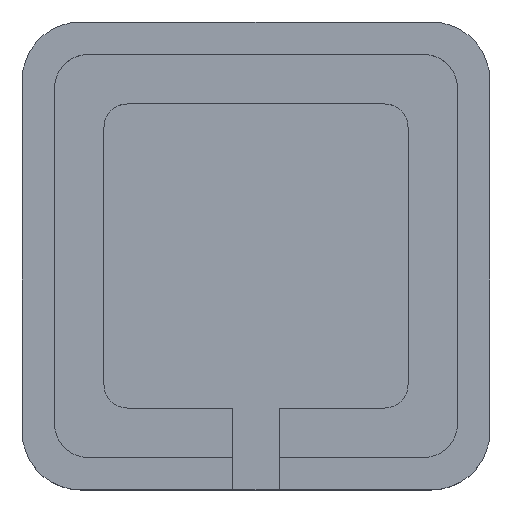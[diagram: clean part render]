
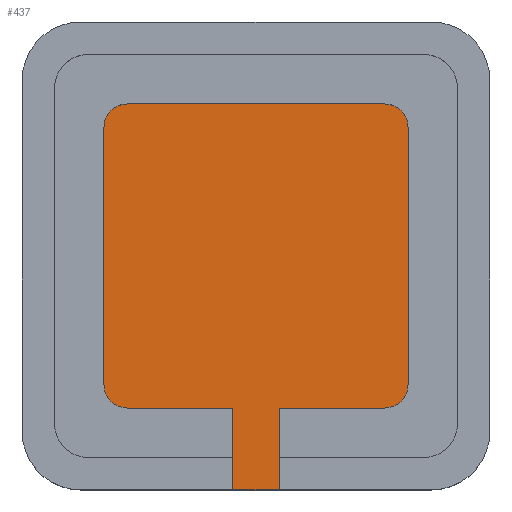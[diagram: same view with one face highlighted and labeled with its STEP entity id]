
A CAD part, top view. The second image highlights one B-rep face of the part: STEP entity #437.
In plain terms, the highlighted planar face has unit normal (0, 0, 1).
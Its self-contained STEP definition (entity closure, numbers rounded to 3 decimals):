
#12 = CARTESIAN_POINT ( 'NONE',  ( 13., 11., 1.6 ) ) ;
#29 = DIRECTION ( 'NONE',  ( 0., 0., -1. ) ) ;
#34 = CARTESIAN_POINT ( 'NONE',  ( 11., -11., 1.6 ) ) ;
#45 = CARTESIAN_POINT ( 'NONE',  ( -11., -11., 1.6 ) ) ;
#55 = VECTOR ( 'NONE', #589, 1000. ) ;
#61 = AXIS2_PLACEMENT_3D ( 'NONE', #960, #232, #476 ) ;
#65 = CARTESIAN_POINT ( 'NONE',  ( 11., -13., 1.6 ) ) ;
#111 = EDGE_LOOP ( 'NONE', ( #1084, #128, #812, #1049, #518, #173, #1045, #217, #602, #700, #699, #131 ) ) ;
#118 = VECTOR ( 'NONE', #732, 1000. ) ;
#119 = CARTESIAN_POINT ( 'NONE',  ( -11., -13., 1.6 ) ) ;
#120 = DIRECTION ( 'NONE',  ( 1., 0., 0. ) ) ;
#128 = ORIENTED_EDGE ( 'NONE', *, *, #271, .T. ) ;
#131 = ORIENTED_EDGE ( 'NONE', *, *, #1081, .T. ) ;
#151 = EDGE_CURVE ( 'NONE', #709, #243, #628, .T. ) ;
#154 = DIRECTION ( 'NONE',  ( -1., 0., 0. ) ) ;
#173 = ORIENTED_EDGE ( 'NONE', *, *, #951, .T. ) ;
#186 = EDGE_CURVE ( 'NONE', #261, #304, #907, .T. ) ;
#198 = DIRECTION ( 'NONE',  ( 0., 0., 1. ) ) ;
#200 = LINE ( 'NONE', #534, #538 ) ;
#217 = ORIENTED_EDGE ( 'NONE', *, *, #492, .T. ) ;
#232 = DIRECTION ( 'NONE',  ( 0., 0., 1. ) ) ;
#235 = DIRECTION ( 'NONE',  ( 0., 0., 1. ) ) ;
#243 = VERTEX_POINT ( 'NONE', #639 ) ;
#260 = VECTOR ( 'NONE', #982, 1000. ) ;
#261 = VERTEX_POINT ( 'NONE', #829 ) ;
#271 = EDGE_CURVE ( 'NONE', #995, #609, #414, .T. ) ;
#285 = FACE_OUTER_BOUND ( 'NONE', #111, .T. ) ;
#298 = DIRECTION ( 'NONE',  ( -1., 0., 0. ) ) ;
#304 = VERTEX_POINT ( 'NONE', #445 ) ;
#310 = CIRCLE ( 'NONE', #61, 2. ) ;
#330 = CARTESIAN_POINT ( 'NONE',  ( -13., -13., 1.6 ) ) ;
#337 = DIRECTION ( 'NONE',  ( 0., -1., 0. ) ) ;
#341 = VECTOR ( 'NONE', #350, 1000. ) ;
#343 = EDGE_CURVE ( 'NONE', #243, #1013, #1006, .T. ) ;
#350 = DIRECTION ( 'NONE',  ( -1., 0., 0. ) ) ;
#375 = EDGE_CURVE ( 'NONE', #709, #609, #595, .T. ) ;
#386 = VERTEX_POINT ( 'NONE', #12 ) ;
#413 = LINE ( 'NONE', #650, #260 ) ;
#414 = LINE ( 'NONE', #1077, #1051 ) ;
#419 = CARTESIAN_POINT ( 'NONE',  ( -13., 13., 1.6 ) ) ;
#423 = VERTEX_POINT ( 'NONE', #119 ) ;
#435 = VECTOR ( 'NONE', #964, 1000. ) ;
#437 = ADVANCED_FACE ( 'NONE', ( #285 ), #869, .F. ) ;
#445 = CARTESIAN_POINT ( 'NONE',  ( -11., 13., 1.6 ) ) ;
#446 = AXIS2_PLACEMENT_3D ( 'NONE', #611, #29, #1078 ) ;
#451 = CIRCLE ( 'NONE', #1002, 2. ) ;
#476 = DIRECTION ( 'NONE',  ( -1., 0., 0. ) ) ;
#477 = DIRECTION ( 'NONE',  ( -1., 0., 0. ) ) ;
#492 = EDGE_CURVE ( 'NONE', #386, #261, #634, .T. ) ;
#495 = VERTEX_POINT ( 'NONE', #747 ) ;
#501 = CIRCLE ( 'NONE', #637, 2. ) ;
#518 = ORIENTED_EDGE ( 'NONE', *, *, #343, .T. ) ;
#524 = DIRECTION ( 'NONE',  ( 0., 0., 1. ) ) ;
#530 = DIRECTION ( 'NONE',  ( -1., 0., 0. ) ) ;
#533 = AXIS2_PLACEMENT_3D ( 'NONE', #1069, #235, #154 ) ;
#534 = CARTESIAN_POINT ( 'NONE',  ( -13., -13., 1.6 ) ) ;
#538 = VECTOR ( 'NONE', #120, 1000. ) ;
#589 = DIRECTION ( 'NONE',  ( 1., 0., 0. ) ) ;
#595 = LINE ( 'NONE', #766, #341 ) ;
#602 = ORIENTED_EDGE ( 'NONE', *, *, #186, .T. ) ;
#609 = VERTEX_POINT ( 'NONE', #1022 ) ;
#611 = CARTESIAN_POINT ( 'NONE',  ( 0., 0., 1.6 ) ) ;
#628 = LINE ( 'NONE', #956, #435 ) ;
#634 = CIRCLE ( 'NONE', #533, 2. ) ;
#637 = AXIS2_PLACEMENT_3D ( 'NONE', #34, #198, #530 ) ;
#639 = CARTESIAN_POINT ( 'NONE',  ( 2., -13., 1.6 ) ) ;
#650 = CARTESIAN_POINT ( 'NONE',  ( 13., -13., 1.6 ) ) ;
#653 = CARTESIAN_POINT ( 'NONE',  ( -2., -13., 1.6 ) ) ;
#690 = CARTESIAN_POINT ( 'NONE',  ( 2., -20., 1.6 ) ) ;
#699 = ORIENTED_EDGE ( 'NONE', *, *, #886, .T. ) ;
#700 = ORIENTED_EDGE ( 'NONE', *, *, #803, .T. ) ;
#709 = VERTEX_POINT ( 'NONE', #690 ) ;
#732 = DIRECTION ( 'NONE',  ( 0., -1., 0. ) ) ;
#747 = CARTESIAN_POINT ( 'NONE',  ( -13., 11., 1.6 ) ) ;
#760 = VECTOR ( 'NONE', #477, 1000. ) ;
#764 = VERTEX_POINT ( 'NONE', #1039 ) ;
#766 = CARTESIAN_POINT ( 'NONE',  ( 20., -20., 1.6 ) ) ;
#785 = CARTESIAN_POINT ( 'NONE',  ( -13., -11., 1.6 ) ) ;
#803 = EDGE_CURVE ( 'NONE', #304, #495, #310, .T. ) ;
#812 = ORIENTED_EDGE ( 'NONE', *, *, #375, .F. ) ;
#829 = CARTESIAN_POINT ( 'NONE',  ( 11., 13., 1.6 ) ) ;
#842 = VERTEX_POINT ( 'NONE', #785 ) ;
#850 = EDGE_CURVE ( 'NONE', #423, #995, #200, .T. ) ;
#869 = PLANE ( 'NONE',  #446 ) ;
#886 = EDGE_CURVE ( 'NONE', #495, #842, #1072, .T. ) ;
#907 = LINE ( 'NONE', #419, #760 ) ;
#913 = EDGE_CURVE ( 'NONE', #764, #386, #413, .T. ) ;
#951 = EDGE_CURVE ( 'NONE', #1013, #764, #501, .T. ) ;
#956 = CARTESIAN_POINT ( 'NONE',  ( 2., -12.278, 1.6 ) ) ;
#960 = CARTESIAN_POINT ( 'NONE',  ( -11., 11., 1.6 ) ) ;
#964 = DIRECTION ( 'NONE',  ( 0., 1., 0. ) ) ;
#982 = DIRECTION ( 'NONE',  ( 0., 1., 0. ) ) ;
#995 = VERTEX_POINT ( 'NONE', #653 ) ;
#997 = CARTESIAN_POINT ( 'NONE',  ( -13., -13., 1.6 ) ) ;
#1002 = AXIS2_PLACEMENT_3D ( 'NONE', #45, #524, #298 ) ;
#1006 = LINE ( 'NONE', #997, #55 ) ;
#1013 = VERTEX_POINT ( 'NONE', #65 ) ;
#1022 = CARTESIAN_POINT ( 'NONE',  ( -2., -20., 1.6 ) ) ;
#1039 = CARTESIAN_POINT ( 'NONE',  ( 13., -11., 1.6 ) ) ;
#1045 = ORIENTED_EDGE ( 'NONE', *, *, #913, .T. ) ;
#1049 = ORIENTED_EDGE ( 'NONE', *, *, #151, .T. ) ;
#1051 = VECTOR ( 'NONE', #337, 1000. ) ;
#1069 = CARTESIAN_POINT ( 'NONE',  ( 11., 11., 1.6 ) ) ;
#1072 = LINE ( 'NONE', #330, #118 ) ;
#1077 = CARTESIAN_POINT ( 'NONE',  ( -2., -12.278, 1.6 ) ) ;
#1078 = DIRECTION ( 'NONE',  ( -1., 0., 0. ) ) ;
#1081 = EDGE_CURVE ( 'NONE', #842, #423, #451, .T. ) ;
#1084 = ORIENTED_EDGE ( 'NONE', *, *, #850, .T. ) ;
